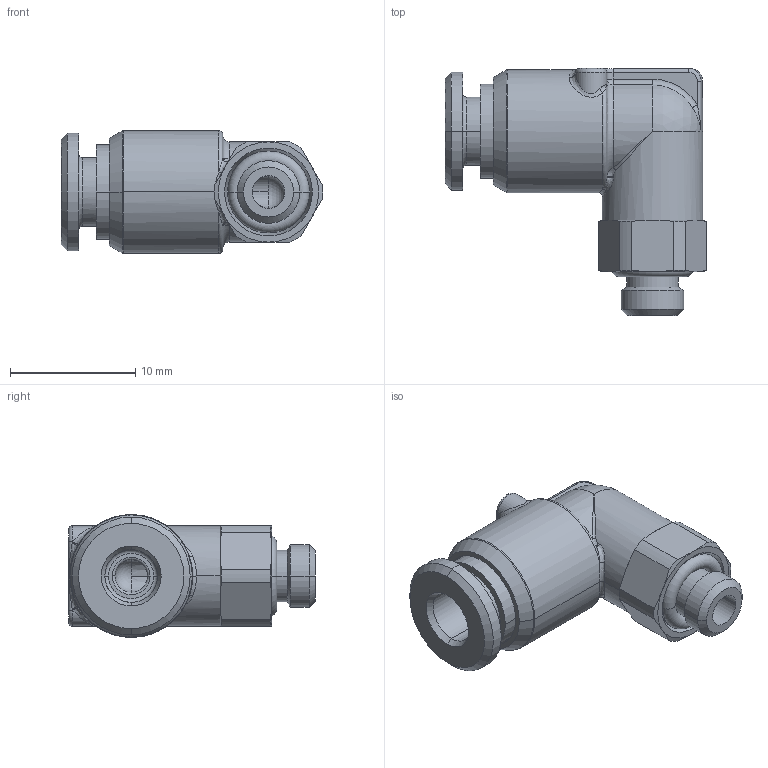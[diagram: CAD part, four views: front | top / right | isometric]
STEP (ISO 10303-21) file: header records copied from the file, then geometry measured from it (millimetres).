
FILE_DESCRIPTION((''),'2;1');
FILE_NAME('mxm.16.04.M5',(''),('sopra-pneumatic'),'PRO/ENGINEER BY PARAMETRIC TECHNOLOGY CORPORATION, 2014310','PRO/ENGINEER BY PARAMETRIC TECHNOLOGY CORPORATION, 2014310','');
FILE_SCHEMA(('CONFIG_CONTROL_DESIGN'));
Length unit declared in the file: millimetre
Products named in the file (1): 384103B_930X4M-4FF-M5
Bounding box: 20.9 x 19.7 x 9.8 mm (x, y, z)
Volume: 1389.1 mm3; surface area: 1514.9 mm2
Topology: 2 solids, 2 shells, 157 faces, 362 edges, 212 vertices
Faces by surface type: cylinder 47, cone 30, torus 29, plane 28, bspline 18, sphere 5
Entity records: 5977 total; most frequent: CARTESIAN_POINT 2433, DIRECTION 769, ORIENTED_EDGE 724, EDGE_CURVE 362, AXIS2_PLACEMENT_3D 334, VERTEX_POINT 212, CIRCLE 195, EDGE_LOOP 168
